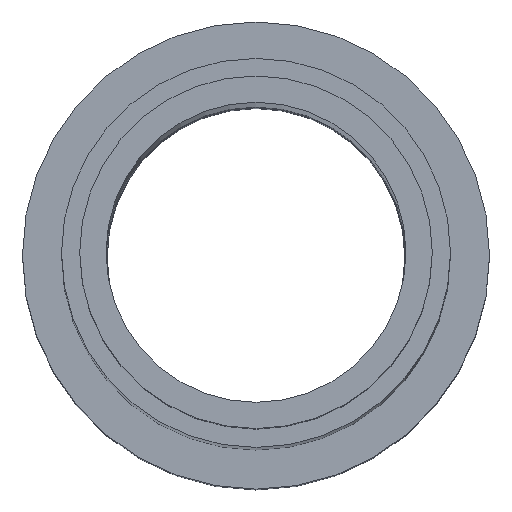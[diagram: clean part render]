
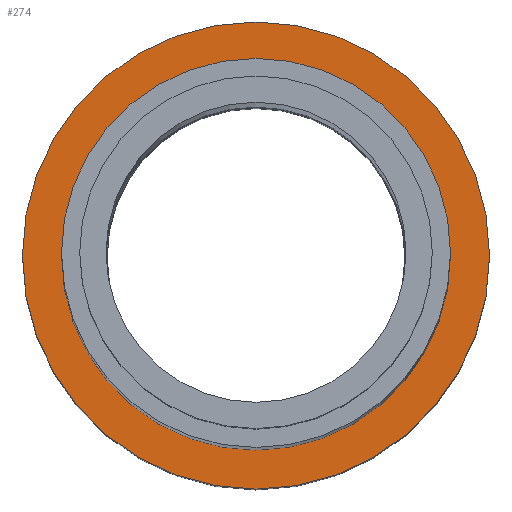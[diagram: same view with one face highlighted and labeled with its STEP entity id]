
A CAD part, top view. The second image highlights one B-rep face of the part: STEP entity #274.
In plain terms, the highlighted planar face has unit normal (0, 0, 1).
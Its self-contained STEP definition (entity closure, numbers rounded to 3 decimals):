
#9 = EDGE_CURVE ( 'NONE', #436, #390, #160, .T. ) ;
#21 = PLANE ( 'NONE',  #255 ) ;
#42 = EDGE_CURVE ( 'NONE', #349, #82, #557, .T. ) ;
#61 = ORIENTED_EDGE ( 'NONE', *, *, #9, .F. ) ;
#82 = VERTEX_POINT ( 'NONE', #427 ) ;
#98 = DIRECTION ( 'NONE',  ( 0., 0., 1. ) ) ;
#101 = EDGE_CURVE ( 'NONE', #390, #436, #479, .T. ) ;
#121 = CARTESIAN_POINT ( 'NONE',  ( 0., 0., -258. ) ) ;
#125 = ORIENTED_EDGE ( 'NONE', *, *, #42, .T. ) ;
#141 = DIRECTION ( 'NONE',  ( 1., 0., 0. ) ) ;
#160 = CIRCLE ( 'NONE', #589, 26.65 ) ;
#174 = ORIENTED_EDGE ( 'NONE', *, *, #101, .F. ) ;
#184 = DIRECTION ( 'NONE',  ( 1., 0., 0. ) ) ;
#216 = CARTESIAN_POINT ( 'NONE',  ( 0., 32., -258. ) ) ;
#226 = CARTESIAN_POINT ( 'NONE',  ( -32., 0., -258. ) ) ;
#255 = AXIS2_PLACEMENT_3D ( 'NONE', #216, #406, #590 ) ;
#257 = AXIS2_PLACEMENT_3D ( 'NONE', #121, #310, #494 ) ;
#262 = FACE_BOUND ( 'NONE', #319, .T. ) ;
#266 = CIRCLE ( 'NONE', #257, 32. ) ;
#267 = EDGE_CURVE ( 'NONE', #82, #349, #266, .T. ) ;
#274 = ADVANCED_FACE ( 'NONE', ( #262, #447 ), #21, .F. ) ;
#289 = DIRECTION ( 'NONE',  ( 1., 0., 0. ) ) ;
#299 = EDGE_LOOP ( 'NONE', ( #536, #125 ) ) ;
#310 = DIRECTION ( 'NONE',  ( 0., 0., 1. ) ) ;
#319 = EDGE_LOOP ( 'NONE', ( #174, #61 ) ) ;
#349 = VERTEX_POINT ( 'NONE', #226 ) ;
#379 = CARTESIAN_POINT ( 'NONE',  ( 0., 0., -258. ) ) ;
#390 = VERTEX_POINT ( 'NONE', #505 ) ;
#406 = DIRECTION ( 'NONE',  ( 0., 0., -1. ) ) ;
#418 = CARTESIAN_POINT ( 'NONE',  ( -26.65, 0., -258. ) ) ;
#419 = CARTESIAN_POINT ( 'NONE',  ( 0., 0., -258. ) ) ;
#427 = CARTESIAN_POINT ( 'NONE',  ( 32., 0., -258. ) ) ;
#436 = VERTEX_POINT ( 'NONE', #418 ) ;
#447 = FACE_OUTER_BOUND ( 'NONE', #299, .T. ) ;
#469 = AXIS2_PLACEMENT_3D ( 'NONE', #517, #98, #289 ) ;
#479 = CIRCLE ( 'NONE', #469, 26.65 ) ;
#494 = DIRECTION ( 'NONE',  ( 1., 0., 0. ) ) ;
#505 = CARTESIAN_POINT ( 'NONE',  ( 26.65, 0., -258. ) ) ;
#517 = CARTESIAN_POINT ( 'NONE',  ( 0., 0., -258. ) ) ;
#536 = ORIENTED_EDGE ( 'NONE', *, *, #267, .T. ) ;
#539 = AXIS2_PLACEMENT_3D ( 'NONE', #379, #558, #141 ) ;
#557 = CIRCLE ( 'NONE', #539, 32. ) ;
#558 = DIRECTION ( 'NONE',  ( 0., 0., 1. ) ) ;
#589 = AXIS2_PLACEMENT_3D ( 'NONE', #419, #600, #184 ) ;
#590 = DIRECTION ( 'NONE',  ( -1., 0., 0. ) ) ;
#600 = DIRECTION ( 'NONE',  ( 0., 0., 1. ) ) ;
